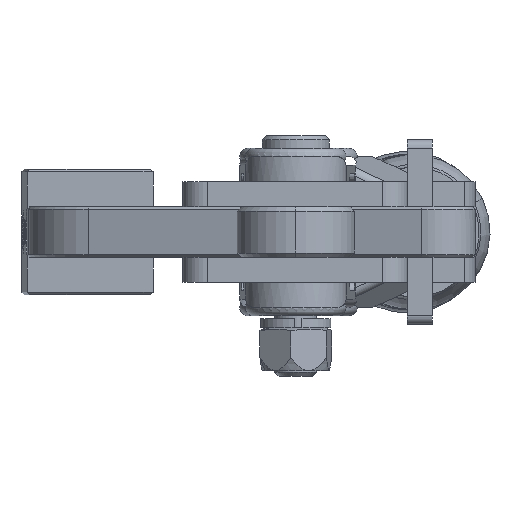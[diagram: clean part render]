
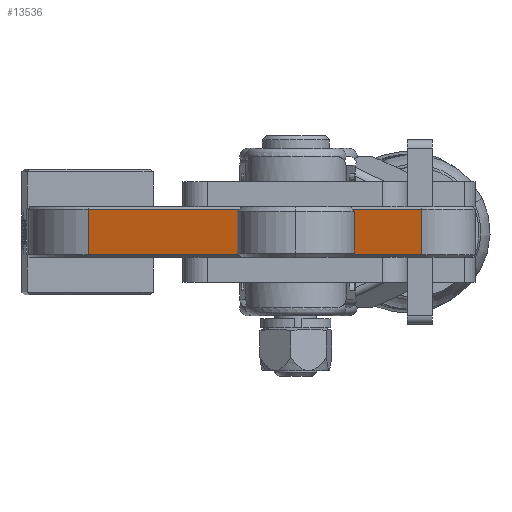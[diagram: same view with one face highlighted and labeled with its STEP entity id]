
A CAD part, front view. The second image highlights one B-rep face of the part: STEP entity #13536.
In plain terms, the highlighted face is planar.
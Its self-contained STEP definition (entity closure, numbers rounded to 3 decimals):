
#4991 = LINE ( 'NONE', #18684, #4997 ) ;
#4997 = VECTOR ( 'NONE', #18690, 1000. ) ;
#4998 = LINE ( 'NONE', #18696, #5008 ) ;
#5001 = LINE ( 'NONE', #18702, #5004 ) ;
#5004 = VECTOR ( 'NONE', #18703, 1000. ) ;
#5008 = VECTOR ( 'NONE', #18707, 1000. ) ;
#5009 = LINE ( 'NONE', #18712, #5012 ) ;
#5012 = VECTOR ( 'NONE', #18713, 1000. ) ;
#6586 = EDGE_CURVE ( 'NONE', #29441, #29381, #4991, .T. ) ;
#6590 = EDGE_CURVE ( 'NONE', #29381, #29487, #5001, .T. ) ;
#6592 = EDGE_CURVE ( 'NONE', #29444, #29487, #4998, .T. ) ;
#6594 = EDGE_CURVE ( 'NONE', #29444, #29441, #5009, .T. ) ;
#8962 = CARTESIAN_POINT ( 'NONE',  ( 330.411, 1051.955, 15. ) ) ;
#8966 = PLANE ( 'NONE',  #15929 ) ;
#8968 = DIRECTION ( 'NONE',  ( -0.3, -0.954, 0. ) ) ;
#8969 = DIRECTION ( 'NONE',  ( 0.954, -0.3, 0. ) ) ;
#10677 = EDGE_LOOP ( 'NONE', ( #28935, #28936, #28937, #28938 ) ) ;
#13536 = ADVANCED_FACE ( 'NONE', ( #18460 ), #8966, .T. ) ;
#15929 = AXIS2_PLACEMENT_3D ( 'NONE', #8962, #8968, #8969 ) ;
#16605 = CARTESIAN_POINT ( 'NONE',  ( 1981.297, 533.424, 4.8 ) ) ;
#16666 = CARTESIAN_POINT ( 'NONE',  ( 1981.297, 533.424, 10.2 ) ) ;
#16669 = CARTESIAN_POINT ( 'NONE',  ( 2020.853, 521., 10.2 ) ) ;
#16712 = CARTESIAN_POINT ( 'NONE',  ( 2020.853, 521., 4.8 ) ) ;
#18460 = FACE_OUTER_BOUND ( 'NONE', #10677, .T. ) ;
#18684 = CARTESIAN_POINT ( 'NONE',  ( 1981.297, 533.424, 15. ) ) ;
#18690 = DIRECTION ( 'NONE',  ( 0., 0., -1. ) ) ;
#18696 = CARTESIAN_POINT ( 'NONE',  ( 2020.853, 521., 15. ) ) ;
#18702 = CARTESIAN_POINT ( 'NONE',  ( 2020.853, 521., 4.8 ) ) ;
#18703 = DIRECTION ( 'NONE',  ( 0.954, -0.3, 0. ) ) ;
#18707 = DIRECTION ( 'NONE',  ( 0., 0., -1. ) ) ;
#18712 = CARTESIAN_POINT ( 'NONE',  ( 1981.297, 533.424, 10.2 ) ) ;
#18713 = DIRECTION ( 'NONE',  ( -0.954, 0.3, 0. ) ) ;
#28935 = ORIENTED_EDGE ( 'NONE', *, *, #6586, .T. ) ;
#28936 = ORIENTED_EDGE ( 'NONE', *, *, #6590, .T. ) ;
#28937 = ORIENTED_EDGE ( 'NONE', *, *, #6592, .F. ) ;
#28938 = ORIENTED_EDGE ( 'NONE', *, *, #6594, .T. ) ;
#29381 = VERTEX_POINT ( 'NONE', #16605 ) ;
#29441 = VERTEX_POINT ( 'NONE', #16666 ) ;
#29444 = VERTEX_POINT ( 'NONE', #16669 ) ;
#29487 = VERTEX_POINT ( 'NONE', #16712 ) ;
